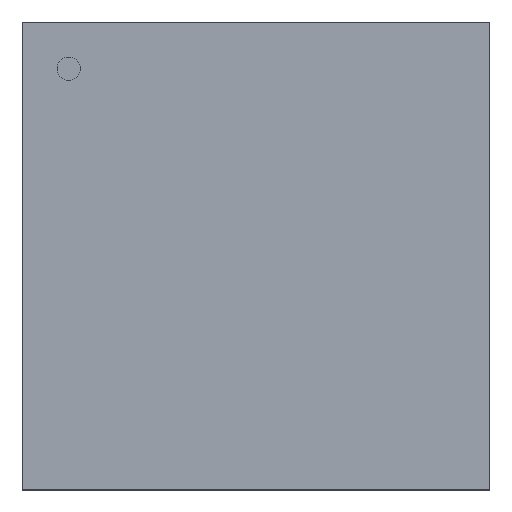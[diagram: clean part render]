
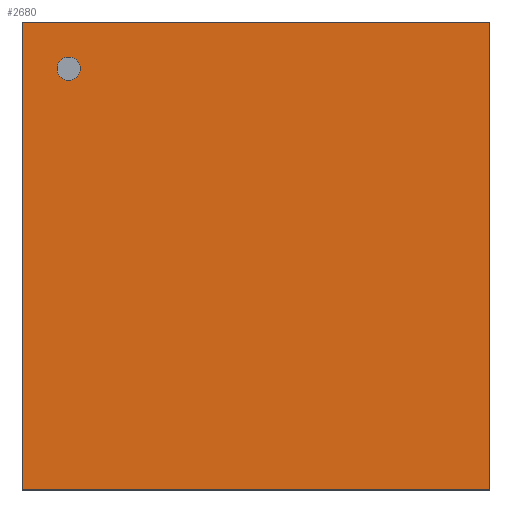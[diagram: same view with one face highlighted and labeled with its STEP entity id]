
A CAD part, top view. The second image highlights one B-rep face of the part: STEP entity #2680.
In plain terms, the highlighted planar face has unit normal (0, 0, 1).
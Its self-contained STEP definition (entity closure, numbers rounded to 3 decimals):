
#2456=CARTESIAN_POINT('',(8.496,-8.496,2.007));
#2455=VERTEX_POINT('',#2456);
#2466=CARTESIAN_POINT('',(-8.496,-8.496,2.007));
#2465=VERTEX_POINT('',#2466);
#2464=EDGE_CURVE('',#2465,#2455,#2469,.T.);
#2469=LINE('',#2466,#2471);
#2471=VECTOR('',#2472,16.993);
#2472=DIRECTION('',(1.0,0.0,0.0));
#2505=CARTESIAN_POINT('',(8.496,8.496,2.007));
#2504=VERTEX_POINT('',#2505);
#2513=EDGE_CURVE('',#2455,#2504,#2518,.T.);
#2518=LINE('',#2456,#2520);
#2520=VECTOR('',#2521,16.993);
#2521=DIRECTION('',(0.0,1.0,0.0));
#2554=CARTESIAN_POINT('',(-8.496,8.496,2.007));
#2553=VERTEX_POINT('',#2554);
#2562=EDGE_CURVE('',#2504,#2553,#2567,.T.);
#2567=LINE('',#2505,#2569);
#2569=VECTOR('',#2570,16.993);
#2570=DIRECTION('',(-1.0,0.0,0.0));
#2611=EDGE_CURVE('',#2553,#2465,#2616,.T.);
#2616=LINE('',#2554,#2618);
#2618=VECTOR('',#2619,16.993);
#2619=DIRECTION('',(0.0,-1.0,0.0));
#2680=ADVANCED_FACE('',(#2686),#2681,.T.);
#2681=PLANE('',#2682);
#2682=AXIS2_PLACEMENT_3D('',#2683,#2684,#2685);
#2683=CARTESIAN_POINT('',(-8.496,-8.496,2.007));
#2684=DIRECTION('',(0.0,0.0,1.0));
#2685=DIRECTION('',(0.,1.,0.));
#2686=FACE_OUTER_BOUND('',#2687,.T.);
#2687=EDGE_LOOP('',(#2688,#2698,#2708,#2718));
#2688=ORIENTED_EDGE('',*,*,#2464,.T.);
#2698=ORIENTED_EDGE('',*,*,#2513,.T.);
#2708=ORIENTED_EDGE('',*,*,#2562,.T.);
#2718=ORIENTED_EDGE('',*,*,#2611,.T.);
